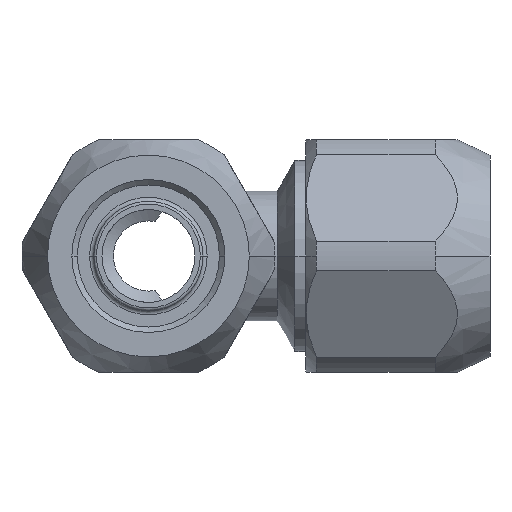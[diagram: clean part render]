
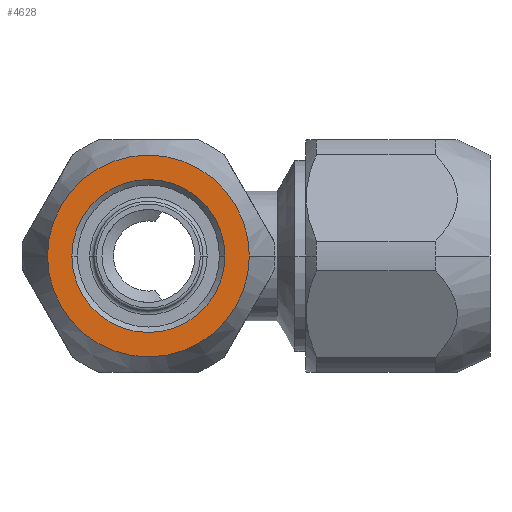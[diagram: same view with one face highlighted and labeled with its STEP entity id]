
A CAD part, left-side view. The second image highlights one B-rep face of the part: STEP entity #4628.
In plain terms, the highlighted planar face has unit normal (-1, 0, 0).
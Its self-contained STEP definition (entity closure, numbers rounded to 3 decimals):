
#1435=CARTESIAN_POINT('',(-25.,0.,0.));
#1436=DIRECTION('',(-1.,0.,0.));
#1437=DIRECTION('',(0.,1.,0.));
#1438=AXIS2_PLACEMENT_3D('',#1435,#1436,#1437);
#1449=CARTESIAN_POINT('',(-25.,0.,0.));
#1450=DIRECTION('',(1.,0.,0.));
#1451=DIRECTION('',(0.,1.,0.));
#1452=AXIS2_PLACEMENT_3D('',#1449,#1450,#1451);
#1458=CARTESIAN_POINT('',(-25.,0.,0.));
#1459=DIRECTION('',(-1.,0.,0.));
#1460=DIRECTION('',(0.,1.,0.));
#1461=AXIS2_PLACEMENT_3D('',#1458,#1459,#1460);
#1463=CARTESIAN_POINT('',(-25.,0.,0.));
#1464=DIRECTION('',(1.,0.,0.));
#1465=DIRECTION('',(0.,1.,0.));
#1466=AXIS2_PLACEMENT_3D('',#1463,#1464,#1465);
#2518=CARTESIAN_POINT('',(-25.,7.385,0.));
#2520=VERTEX_POINT('',#2518);
#2526=CARTESIAN_POINT('',(-25.,-7.385,0.));
#2528=VERTEX_POINT('',#2526);
#2553=CARTESIAN_POINT('',(-25.,5.6,0.));
#2554=CARTESIAN_POINT('',(-25.,-5.6,0.));
#2555=VERTEX_POINT('',#2553);
#2556=VERTEX_POINT('',#2554);
#4613=CARTESIAN_POINT('',(-25.,0.,0.));
#4614=DIRECTION('',(1.,0.,0.));
#4615=DIRECTION('',(0.,-1.,0.));
#4616=AXIS2_PLACEMENT_3D('',#4613,#4614,#4615);
#4617=PLANE('',#4616);
#4619=ORIENTED_EDGE('',*,*,#4618,.F.);
#4621=ORIENTED_EDGE('',*,*,#4620,.T.);
#4622=EDGE_LOOP('',(#4619,#4621));
#4623=FACE_OUTER_BOUND('',#4622,.F.);
#4624=ORIENTED_EDGE('',*,*,#4607,.F.);
#4625=ORIENTED_EDGE('',*,*,#4593,.T.);
#4626=EDGE_LOOP('',(#4624,#4625));
#4627=FACE_BOUND('',#4626,.F.);
#4628=ADVANCED_FACE('',(#4623,#4627),#4617,.F.);
#1439=CIRCLE('',#1438,5.6);
#1453=CIRCLE('',#1452,5.6);
#1462=CIRCLE('',#1461,7.385);
#1467=CIRCLE('',#1466,7.385);
#4593=EDGE_CURVE('',#2555,#2556,#1439,.T.);
#4607=EDGE_CURVE('',#2555,#2556,#1453,.T.);
#4618=EDGE_CURVE('',#2520,#2528,#1462,.T.);
#4620=EDGE_CURVE('',#2520,#2528,#1467,.T.);
